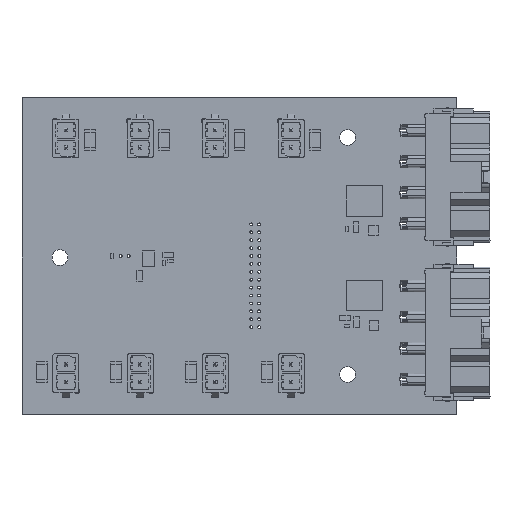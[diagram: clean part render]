
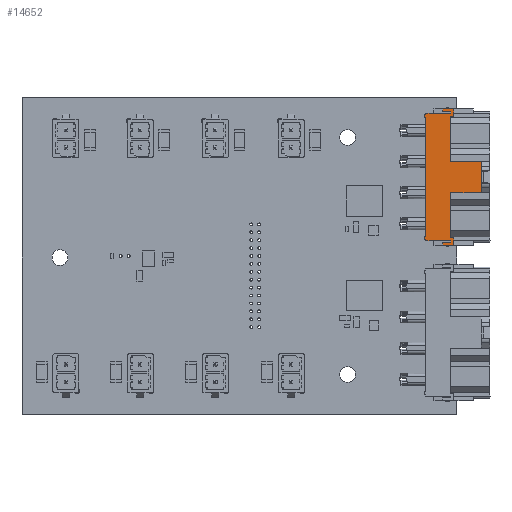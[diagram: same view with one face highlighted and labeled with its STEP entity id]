
A CAD part, top view. The second image highlights one B-rep face of the part: STEP entity #14652.
In plain terms, the highlighted face is planar.
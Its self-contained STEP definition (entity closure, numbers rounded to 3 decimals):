
#3924 = VERTEX_POINT('',#3925);
#3925 = CARTESIAN_POINT('',(-19.,4.7,-10.3));
#3940 = VERTEX_POINT('',#3941);
#3941 = CARTESIAN_POINT('',(19.,4.7,-10.3));
#3947 = EDGE_CURVE('',#3940,#3924,#3948,.T.);
#3948 = LINE('',#3949,#3950);
#3949 = CARTESIAN_POINT('',(19.,4.7,-10.3));
#3950 = VECTOR('',#3951,1.);
#3951 = DIRECTION('',(-1.,0.,0.));
#4372 = VERTEX_POINT('',#4373);
#4373 = CARTESIAN_POINT('',(-20.,4.7,-10.3));
#4379 = EDGE_CURVE('',#4372,#4380,#4382,.T.);
#4380 = VERTEX_POINT('',#4381);
#4381 = CARTESIAN_POINT('',(-20.45,4.7,-10.3));
#4382 = LINE('',#4383,#4384);
#4383 = CARTESIAN_POINT('',(-20.,4.7,-10.3));
#4384 = VECTOR('',#4385,1.);
#4385 = DIRECTION('',(-1.,0.,0.));
#4412 = VERTEX_POINT('',#4413);
#4413 = CARTESIAN_POINT('',(20.,4.7,-10.3));
#4428 = VERTEX_POINT('',#4429);
#4429 = CARTESIAN_POINT('',(20.45,4.7,-10.3));
#4435 = EDGE_CURVE('',#4428,#4412,#4436,.T.);
#4436 = LINE('',#4437,#4438);
#4437 = CARTESIAN_POINT('',(20.45,4.7,-10.3));
#4438 = VECTOR('',#4439,1.);
#4439 = DIRECTION('',(-1.,0.,0.));
#14626 = EDGE_CURVE('',#3924,#14627,#14629,.T.);
#14627 = VERTEX_POINT('',#14628);
#14628 = CARTESIAN_POINT('',(-19.,4.7,-10.7));
#14629 = LINE('',#14630,#14631);
#14630 = CARTESIAN_POINT('',(-19.,4.7,-10.3));
#14631 = VECTOR('',#14632,1.);
#14632 = DIRECTION('',(0.,0.,-1.));
#14652 = ADVANCED_FACE('',(#14653),#14861,.T.);
#14653 = FACE_BOUND('',#14654,.F.);
#14654 = EDGE_LOOP('',(#14655,#14665,#14673,#14681,#14689,#14697,#14705,
    #14713,#14721,#14729,#14737,#14745,#14753,#14761,#14769,#14777,
    #14785,#14791,#14792,#14800,#14806,#14807,#14808,#14816,#14824,
    #14830,#14831,#14839,#14847,#14855));
#14655 = ORIENTED_EDGE('',*,*,#14656,.F.);
#14656 = EDGE_CURVE('',#14657,#14659,#14661,.T.);
#14657 = VERTEX_POINT('',#14658);
#14658 = CARTESIAN_POINT('',(21.91,4.7,-1.3));
#14659 = VERTEX_POINT('',#14660);
#14660 = CARTESIAN_POINT('',(21.91,4.7,-4.9));
#14661 = LINE('',#14662,#14663);
#14662 = CARTESIAN_POINT('',(21.91,4.7,-1.3));
#14663 = VECTOR('',#14664,1.);
#14664 = DIRECTION('',(0.,0.,-1.));
#14665 = ORIENTED_EDGE('',*,*,#14666,.T.);
#14666 = EDGE_CURVE('',#14657,#14667,#14669,.T.);
#14667 = VERTEX_POINT('',#14668);
#14668 = CARTESIAN_POINT('',(19.55,4.7,-1.3));
#14669 = LINE('',#14670,#14671);
#14670 = CARTESIAN_POINT('',(21.91,4.7,-1.3));
#14671 = VECTOR('',#14672,1.);
#14672 = DIRECTION('',(-1.,0.,0.));
#14673 = ORIENTED_EDGE('',*,*,#14674,.F.);
#14674 = EDGE_CURVE('',#14675,#14667,#14677,.T.);
#14675 = VERTEX_POINT('',#14676);
#14676 = CARTESIAN_POINT('',(19.55,4.7,-2.3));
#14677 = LINE('',#14678,#14679);
#14678 = CARTESIAN_POINT('',(19.55,4.7,-2.3));
#14679 = VECTOR('',#14680,1.);
#14680 = DIRECTION('',(0.,0.,1.));
#14681 = ORIENTED_EDGE('',*,*,#14682,.F.);
#14682 = EDGE_CURVE('',#14683,#14675,#14685,.T.);
#14683 = VERTEX_POINT('',#14684);
#14684 = CARTESIAN_POINT('',(5.,4.7,-2.3));
#14685 = LINE('',#14686,#14687);
#14686 = CARTESIAN_POINT('',(5.,4.7,-2.3));
#14687 = VECTOR('',#14688,1.);
#14688 = DIRECTION('',(1.,0.,0.));
#14689 = ORIENTED_EDGE('',*,*,#14690,.F.);
#14690 = EDGE_CURVE('',#14691,#14683,#14693,.T.);
#14691 = VERTEX_POINT('',#14692);
#14692 = CARTESIAN_POINT('',(5.,4.7,10.3));
#14693 = LINE('',#14694,#14695);
#14694 = CARTESIAN_POINT('',(5.,4.7,10.3));
#14695 = VECTOR('',#14696,1.);
#14696 = DIRECTION('',(0.,0.,-1.));
#14697 = ORIENTED_EDGE('',*,*,#14698,.T.);
#14698 = EDGE_CURVE('',#14691,#14699,#14701,.T.);
#14699 = VERTEX_POINT('',#14700);
#14700 = CARTESIAN_POINT('',(4.942,4.7,10.3));
#14701 = LINE('',#14702,#14703);
#14702 = CARTESIAN_POINT('',(5.,4.7,10.3));
#14703 = VECTOR('',#14704,1.);
#14704 = DIRECTION('',(-1.,0.,0.));
#14705 = ORIENTED_EDGE('',*,*,#14706,.T.);
#14706 = EDGE_CURVE('',#14699,#14707,#14709,.T.);
#14707 = VERTEX_POINT('',#14708);
#14708 = CARTESIAN_POINT('',(4.942,4.7,7.5));
#14709 = LINE('',#14710,#14711);
#14710 = CARTESIAN_POINT('',(4.942,4.7,10.3));
#14711 = VECTOR('',#14712,1.);
#14712 = DIRECTION('',(0.,0.,-1.));
#14713 = ORIENTED_EDGE('',*,*,#14714,.F.);
#14714 = EDGE_CURVE('',#14715,#14707,#14717,.T.);
#14715 = VERTEX_POINT('',#14716);
#14716 = CARTESIAN_POINT('',(-5.,4.7,7.5));
#14717 = LINE('',#14718,#14719);
#14718 = CARTESIAN_POINT('',(-5.,4.7,7.5));
#14719 = VECTOR('',#14720,1.);
#14720 = DIRECTION('',(1.,0.,0.));
#14721 = ORIENTED_EDGE('',*,*,#14722,.F.);
#14722 = EDGE_CURVE('',#14723,#14715,#14725,.T.);
#14723 = VERTEX_POINT('',#14724);
#14724 = CARTESIAN_POINT('',(-5.,4.7,-2.3));
#14725 = LINE('',#14726,#14727);
#14726 = CARTESIAN_POINT('',(-5.,4.7,-2.3));
#14727 = VECTOR('',#14728,1.);
#14728 = DIRECTION('',(0.,0.,1.));
#14729 = ORIENTED_EDGE('',*,*,#14730,.F.);
#14730 = EDGE_CURVE('',#14731,#14723,#14733,.T.);
#14731 = VERTEX_POINT('',#14732);
#14732 = CARTESIAN_POINT('',(-19.55,4.7,-2.3));
#14733 = LINE('',#14734,#14735);
#14734 = CARTESIAN_POINT('',(-19.55,4.7,-2.3));
#14735 = VECTOR('',#14736,1.);
#14736 = DIRECTION('',(1.,0.,0.));
#14737 = ORIENTED_EDGE('',*,*,#14738,.T.);
#14738 = EDGE_CURVE('',#14731,#14739,#14741,.T.);
#14739 = VERTEX_POINT('',#14740);
#14740 = CARTESIAN_POINT('',(-19.55,4.7,-1.3));
#14741 = LINE('',#14742,#14743);
#14742 = CARTESIAN_POINT('',(-19.55,4.7,-2.3));
#14743 = VECTOR('',#14744,1.);
#14744 = DIRECTION('',(0.,0.,1.));
#14745 = ORIENTED_EDGE('',*,*,#14746,.T.);
#14746 = EDGE_CURVE('',#14739,#14747,#14749,.T.);
#14747 = VERTEX_POINT('',#14748);
#14748 = CARTESIAN_POINT('',(-21.91,4.7,-1.3));
#14749 = LINE('',#14750,#14751);
#14750 = CARTESIAN_POINT('',(-19.55,4.7,-1.3));
#14751 = VECTOR('',#14752,1.);
#14752 = DIRECTION('',(-1.,0.,0.));
#14753 = ORIENTED_EDGE('',*,*,#14754,.F.);
#14754 = EDGE_CURVE('',#14755,#14747,#14757,.T.);
#14755 = VERTEX_POINT('',#14756);
#14756 = CARTESIAN_POINT('',(-21.91,4.7,-4.9));
#14757 = LINE('',#14758,#14759);
#14758 = CARTESIAN_POINT('',(-21.91,4.7,-4.9));
#14759 = VECTOR('',#14760,1.);
#14760 = DIRECTION('',(0.,0.,1.));
#14761 = ORIENTED_EDGE('',*,*,#14762,.F.);
#14762 = EDGE_CURVE('',#14763,#14755,#14765,.T.);
#14763 = VERTEX_POINT('',#14764);
#14764 = CARTESIAN_POINT('',(-20.95,4.7,-4.9));
#14765 = LINE('',#14766,#14767);
#14766 = CARTESIAN_POINT('',(-20.95,4.7,-4.9));
#14767 = VECTOR('',#14768,1.);
#14768 = DIRECTION('',(-1.,0.,0.));
#14769 = ORIENTED_EDGE('',*,*,#14770,.T.);
#14770 = EDGE_CURVE('',#14763,#14771,#14773,.T.);
#14771 = VERTEX_POINT('',#14772);
#14772 = CARTESIAN_POINT('',(-20.95,4.7,-2.3));
#14773 = LINE('',#14774,#14775);
#14774 = CARTESIAN_POINT('',(-20.95,4.7,-4.9));
#14775 = VECTOR('',#14776,1.);
#14776 = DIRECTION('',(0.,0.,1.));
#14777 = ORIENTED_EDGE('',*,*,#14778,.F.);
#14778 = EDGE_CURVE('',#14779,#14771,#14781,.T.);
#14779 = VERTEX_POINT('',#14780);
#14780 = CARTESIAN_POINT('',(-20.45,4.7,-2.3));
#14781 = LINE('',#14782,#14783);
#14782 = CARTESIAN_POINT('',(-20.45,4.7,-2.3));
#14783 = VECTOR('',#14784,1.);
#14784 = DIRECTION('',(-1.,0.,0.));
#14785 = ORIENTED_EDGE('',*,*,#14786,.F.);
#14786 = EDGE_CURVE('',#4380,#14779,#14787,.T.);
#14787 = LINE('',#14788,#14789);
#14788 = CARTESIAN_POINT('',(-20.45,4.7,-10.3));
#14789 = VECTOR('',#14790,1.);
#14790 = DIRECTION('',(0.,0.,1.));
#14791 = ORIENTED_EDGE('',*,*,#4379,.F.);
#14792 = ORIENTED_EDGE('',*,*,#14793,.T.);
#14793 = EDGE_CURVE('',#4372,#14794,#14796,.T.);
#14794 = VERTEX_POINT('',#14795);
#14795 = CARTESIAN_POINT('',(-20.,4.7,-10.7));
#14796 = LINE('',#14797,#14798);
#14797 = CARTESIAN_POINT('',(-20.,4.7,-10.3));
#14798 = VECTOR('',#14799,1.);
#14799 = DIRECTION('',(0.,0.,-1.));
#14800 = ORIENTED_EDGE('',*,*,#14801,.T.);
#14801 = EDGE_CURVE('',#14794,#14627,#14802,.T.);
#14802 = LINE('',#14803,#14804);
#14803 = CARTESIAN_POINT('',(-20.,4.7,-10.7));
#14804 = VECTOR('',#14805,1.);
#14805 = DIRECTION('',(1.,0.,0.));
#14806 = ORIENTED_EDGE('',*,*,#14626,.F.);
#14807 = ORIENTED_EDGE('',*,*,#3947,.F.);
#14808 = ORIENTED_EDGE('',*,*,#14809,.T.);
#14809 = EDGE_CURVE('',#3940,#14810,#14812,.T.);
#14810 = VERTEX_POINT('',#14811);
#14811 = CARTESIAN_POINT('',(19.,4.7,-10.7));
#14812 = LINE('',#14813,#14814);
#14813 = CARTESIAN_POINT('',(19.,4.7,-10.3));
#14814 = VECTOR('',#14815,1.);
#14815 = DIRECTION('',(0.,0.,-1.));
#14816 = ORIENTED_EDGE('',*,*,#14817,.T.);
#14817 = EDGE_CURVE('',#14810,#14818,#14820,.T.);
#14818 = VERTEX_POINT('',#14819);
#14819 = CARTESIAN_POINT('',(20.,4.7,-10.7));
#14820 = LINE('',#14821,#14822);
#14821 = CARTESIAN_POINT('',(19.,4.7,-10.7));
#14822 = VECTOR('',#14823,1.);
#14823 = DIRECTION('',(1.,0.,0.));
#14824 = ORIENTED_EDGE('',*,*,#14825,.F.);
#14825 = EDGE_CURVE('',#4412,#14818,#14826,.T.);
#14826 = LINE('',#14827,#14828);
#14827 = CARTESIAN_POINT('',(20.,4.7,-10.3));
#14828 = VECTOR('',#14829,1.);
#14829 = DIRECTION('',(0.,0.,-1.));
#14830 = ORIENTED_EDGE('',*,*,#4435,.F.);
#14831 = ORIENTED_EDGE('',*,*,#14832,.F.);
#14832 = EDGE_CURVE('',#14833,#4428,#14835,.T.);
#14833 = VERTEX_POINT('',#14834);
#14834 = CARTESIAN_POINT('',(20.45,4.7,-2.3));
#14835 = LINE('',#14836,#14837);
#14836 = CARTESIAN_POINT('',(20.45,4.7,-2.3));
#14837 = VECTOR('',#14838,1.);
#14838 = DIRECTION('',(0.,0.,-1.));
#14839 = ORIENTED_EDGE('',*,*,#14840,.F.);
#14840 = EDGE_CURVE('',#14841,#14833,#14843,.T.);
#14841 = VERTEX_POINT('',#14842);
#14842 = CARTESIAN_POINT('',(20.95,4.7,-2.3));
#14843 = LINE('',#14844,#14845);
#14844 = CARTESIAN_POINT('',(20.95,4.7,-2.3));
#14845 = VECTOR('',#14846,1.);
#14846 = DIRECTION('',(-1.,0.,0.));
#14847 = ORIENTED_EDGE('',*,*,#14848,.T.);
#14848 = EDGE_CURVE('',#14841,#14849,#14851,.T.);
#14849 = VERTEX_POINT('',#14850);
#14850 = CARTESIAN_POINT('',(20.95,4.7,-4.9));
#14851 = LINE('',#14852,#14853);
#14852 = CARTESIAN_POINT('',(20.95,4.7,-2.3));
#14853 = VECTOR('',#14854,1.);
#14854 = DIRECTION('',(0.,0.,-1.));
#14855 = ORIENTED_EDGE('',*,*,#14856,.T.);
#14856 = EDGE_CURVE('',#14849,#14659,#14857,.T.);
#14857 = LINE('',#14858,#14859);
#14858 = CARTESIAN_POINT('',(20.95,4.7,-4.9));
#14859 = VECTOR('',#14860,1.);
#14860 = DIRECTION('',(1.,0.,0.));
#14861 = PLANE('',#14862);
#14862 = AXIS2_PLACEMENT_3D('',#14863,#14864,#14865);
#14863 = CARTESIAN_POINT('',(20.45,4.7,-10.3));
#14864 = DIRECTION('',(0.,1.,0.));
#14865 = DIRECTION('',(-1.,0.,0.));
